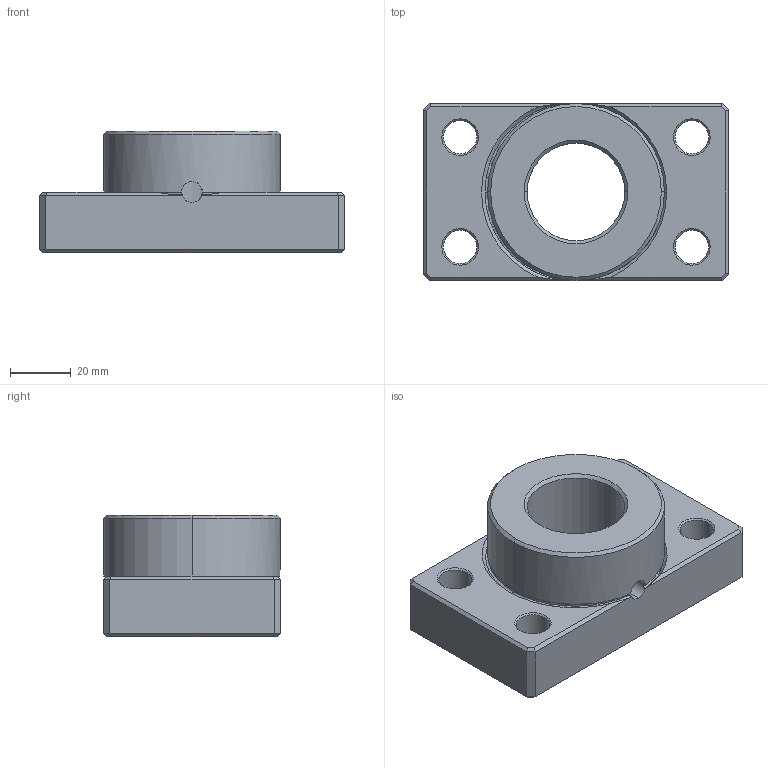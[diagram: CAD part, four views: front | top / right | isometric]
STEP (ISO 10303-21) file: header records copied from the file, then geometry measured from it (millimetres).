
FILE_DESCRIPTION (( 'STEP AP214' ), '1' );
FILE_NAME ('MGH-D32.step', '2024-12-23T09:36:35', ( '' ), ( '' ), 'SwSTEP 2.0', 'SolidWorks 2016', '' );
FILE_SCHEMA (( 'AUTOMOTIVE_DESIGN' ));
Length unit declared in the file: millimetre
Products named in the file (1): MGH-D32
Bounding box: 100 x 58 x 40 mm (x, y, z)
Volume: 127629.2 mm3; surface area: 25881 mm2
Topology: 1 solids, 1 shells, 77 faces, 184 edges, 108 vertices
Faces by surface type: plane 32, cone 25, cylinder 17, torus 3
Entity records: 2401 total; most frequent: CARTESIAN_POINT 539, DIRECTION 385, ORIENTED_EDGE 368, EDGE_CURVE 184, AXIS2_PLACEMENT_3D 142, VERTEX_POINT 108, LINE 101, VECTOR 101
